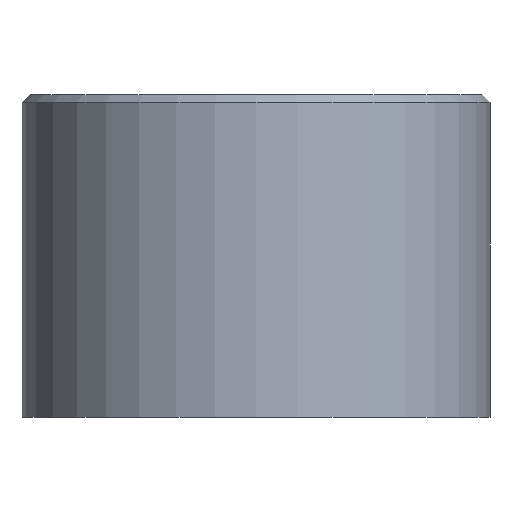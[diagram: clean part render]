
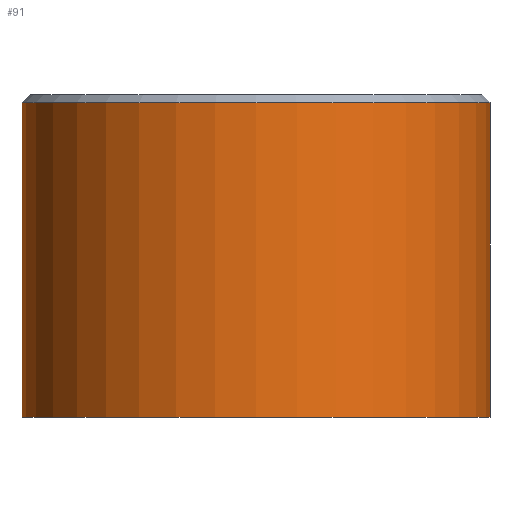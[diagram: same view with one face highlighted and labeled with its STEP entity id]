
A CAD part, front view. The second image highlights one B-rep face of the part: STEP entity #91.
In plain terms, the highlighted cylindrical face has radius 14.5 mm (diameter 29 mm), a full revolution.
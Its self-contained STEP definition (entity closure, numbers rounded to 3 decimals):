
#25=FACE_OUTER_BOUND('',#31,.T.);
#31=EDGE_LOOP('',(#69,#70,#71,#72));
#39=LINE('',#192,#43);
#43=VECTOR('',#160,14.5);
#47=CIRCLE('',#140,14.5);
#48=CIRCLE('',#141,14.5);
#53=VERTEX_POINT('',#189);
#54=VERTEX_POINT('',#191);
#59=EDGE_CURVE('',#53,#53,#47,.T.);
#60=EDGE_CURVE('',#53,#54,#39,.T.);
#61=EDGE_CURVE('',#54,#54,#48,.T.);
#69=ORIENTED_EDGE('',*,*,#59,.F.);
#70=ORIENTED_EDGE('',*,*,#60,.T.);
#71=ORIENTED_EDGE('',*,*,#61,.F.);
#72=ORIENTED_EDGE('',*,*,#60,.F.);
#89=CYLINDRICAL_SURFACE('',#139,14.5);
#91=ADVANCED_FACE('',(#25),#89,.T.);
#139=AXIS2_PLACEMENT_3D('',#188,#156,#157);
#140=AXIS2_PLACEMENT_3D('',#190,#158,#159);
#141=AXIS2_PLACEMENT_3D('',#193,#161,#162);
#156=DIRECTION('center_axis',(0.,0.,1.));
#157=DIRECTION('ref_axis',(1.,0.,0.));
#158=DIRECTION('center_axis',(0.,0.,-1.));
#159=DIRECTION('ref_axis',(1.,0.,0.));
#160=DIRECTION('',(0.,0.,1.));
#161=DIRECTION('center_axis',(0.,0.,1.));
#162=DIRECTION('ref_axis',(1.,0.,0.));
#188=CARTESIAN_POINT('Origin',(0.,0.,4.));
#189=CARTESIAN_POINT('',(-14.5,0.,4.));
#190=CARTESIAN_POINT('Origin',(0.,0.,4.));
#191=CARTESIAN_POINT('',(-14.5,0.,23.5));
#192=CARTESIAN_POINT('',(-14.5,0.,4.));
#193=CARTESIAN_POINT('Origin',(0.,0.,23.5));
